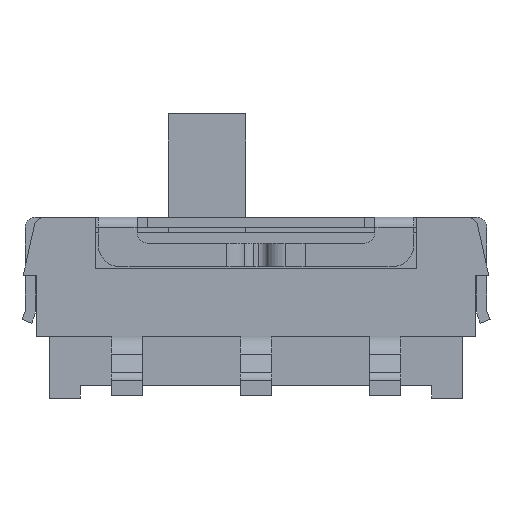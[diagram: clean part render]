
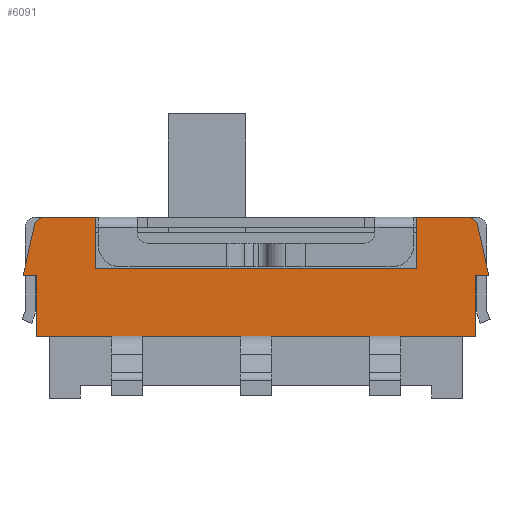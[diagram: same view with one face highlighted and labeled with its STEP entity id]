
A CAD part, front view. The second image highlights one B-rep face of the part: STEP entity #6091.
In plain terms, the highlighted planar face has unit normal (0, -1, 0).
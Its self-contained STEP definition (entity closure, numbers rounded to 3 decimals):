
#914=ORIENTED_EDGE('',*,*,#2014,.T.);
#915=ORIENTED_EDGE('',*,*,#2011,.T.);
#916=ORIENTED_EDGE('',*,*,#2004,.T.);
#917=ORIENTED_EDGE('',*,*,#2060,.T.);
#918=ORIENTED_EDGE('',*,*,#2063,.F.);
#919=ORIENTED_EDGE('',*,*,#2064,.T.);
#920=ORIENTED_EDGE('',*,*,#2065,.T.);
#921=ORIENTED_EDGE('',*,*,#2015,.T.);
#922=ORIENTED_EDGE('',*,*,#2001,.F.);
#923=ORIENTED_EDGE('',*,*,#1997,.F.);
#924=ORIENTED_EDGE('',*,*,#2025,.T.);
#925=ORIENTED_EDGE('',*,*,#1995,.F.);
#926=ORIENTED_EDGE('',*,*,#1993,.F.);
#927=ORIENTED_EDGE('',*,*,#1992,.F.);
#928=ORIENTED_EDGE('',*,*,#1991,.F.);
#929=ORIENTED_EDGE('',*,*,#1990,.F.);
#930=ORIENTED_EDGE('',*,*,#1989,.F.);
#931=ORIENTED_EDGE('',*,*,#1988,.F.);
#932=ORIENTED_EDGE('',*,*,#2050,.F.);
#933=ORIENTED_EDGE('',*,*,#1982,.T.);
#1982=EDGE_CURVE('',#2632,#2633,#3173,.T.);
#1988=EDGE_CURVE('',#2637,#2587,#3179,.T.);
#1989=EDGE_CURVE('',#2587,#2590,#3180,.F.);
#1990=EDGE_CURVE('',#2590,#2593,#3181,.T.);
#1991=EDGE_CURVE('',#2593,#2596,#3182,.F.);
#1992=EDGE_CURVE('',#2596,#2599,#3183,.T.);
#1993=EDGE_CURVE('',#2599,#2602,#3184,.F.);
#1995=EDGE_CURVE('',#2602,#2639,#3186,.T.);
#1997=EDGE_CURVE('',#2640,#2641,#3188,.T.);
#2001=EDGE_CURVE('',#2641,#2644,#3192,.T.);
#2004=EDGE_CURVE('',#2646,#2647,#3195,.T.);
#2011=EDGE_CURVE('',#2653,#2646,#3202,.T.);
#2014=EDGE_CURVE('',#2633,#2653,#3205,.T.);
#2015=EDGE_CURVE('',#2654,#2644,#3206,.F.);
#2025=EDGE_CURVE('',#2640,#2639,#3216,.T.);
#2050=EDGE_CURVE('',#2632,#2637,#3241,.T.);
#2060=EDGE_CURVE('',#2647,#2677,#3251,.T.);
#2063=EDGE_CURVE('',#2678,#2677,#3254,.T.);
#2064=EDGE_CURVE('',#2678,#2679,#3255,.T.);
#2065=EDGE_CURVE('',#2679,#2654,#3256,.T.);
#2587=VERTEX_POINT('',#8456);
#2590=VERTEX_POINT('',#8466);
#2593=VERTEX_POINT('',#8474);
#2596=VERTEX_POINT('',#8484);
#2599=VERTEX_POINT('',#8492);
#2602=VERTEX_POINT('',#8502);
#2632=VERTEX_POINT('',#8602);
#2633=VERTEX_POINT('',#8603);
#2637=VERTEX_POINT('',#8613);
#2639=VERTEX_POINT('',#8629);
#2640=VERTEX_POINT('',#8633);
#2641=VERTEX_POINT('',#8634);
#2644=VERTEX_POINT('',#8642);
#2646=VERTEX_POINT('',#8648);
#2647=VERTEX_POINT('',#8649);
#2653=VERTEX_POINT('',#8663);
#2654=VERTEX_POINT('',#8670);
#2677=VERTEX_POINT('',#8754);
#2678=VERTEX_POINT('',#8759);
#2679=VERTEX_POINT('',#8763);
#3173=LINE('',#8601,#3824);
#3179=LINE('',#8614,#3830);
#3180=LINE('',#8616,#3831);
#3181=LINE('',#8618,#3832);
#3182=LINE('',#8620,#3833);
#3183=LINE('',#8622,#3834);
#3184=LINE('',#8624,#3835);
#3186=LINE('',#8628,#3837);
#3188=LINE('',#8632,#3839);
#3192=LINE('',#8641,#3843);
#3195=LINE('',#8647,#3846);
#3202=LINE('',#8662,#3853);
#3205=LINE('',#8667,#3856);
#3206=LINE('',#8669,#3857);
#3216=LINE('',#8689,#3867);
#3241=LINE('',#8735,#3892);
#3251=LINE('',#8755,#3902);
#3254=LINE('',#8760,#3905);
#3255=LINE('',#8762,#3906);
#3256=LINE('',#8764,#3907);
#3824=VECTOR('',#7162,1000.);
#3830=VECTOR('',#7170,1000.);
#3831=VECTOR('',#7173,1000.);
#3832=VECTOR('',#7176,1000.);
#3833=VECTOR('',#7179,1000.);
#3834=VECTOR('',#7182,1000.);
#3835=VECTOR('',#7185,1000.);
#3837=VECTOR('',#7189,1000.);
#3839=VECTOR('',#7193,1000.);
#3843=VECTOR('',#7199,1000.);
#3846=VECTOR('',#7204,1000.);
#3853=VECTOR('',#7213,1000.);
#3856=VECTOR('',#7218,1000.);
#3857=VECTOR('',#7221,1000.);
#3867=VECTOR('',#7237,1000.);
#3892=VECTOR('',#7282,1000.);
#3902=VECTOR('',#7300,1000.);
#3905=VECTOR('',#7305,1000.);
#3906=VECTOR('',#7308,1000.);
#3907=VECTOR('',#7309,1000.);
#4348=EDGE_LOOP('',(#914,#915,#916,#917,#918,#919,#920,#921,#922,#923,#924,
#925,#926,#927,#928,#929,#930,#931,#932,#933));
#4617=FACE_BOUND('',#4348,.T.);
#4862=PLANE('',#6418);
#6091=ADVANCED_FACE('',(#4617),#4862,.T.);
#6418=AXIS2_PLACEMENT_3D('',#8761,#7306,#7307);
#7162=DIRECTION('',(1.,0.,0.));
#7170=DIRECTION('',(-1.,0.,0.));
#7173=DIRECTION('',(1.,0.,0.));
#7176=DIRECTION('',(-1.,0.,0.));
#7179=DIRECTION('',(1.,0.,0.));
#7182=DIRECTION('',(-1.,0.,0.));
#7185=DIRECTION('',(1.,0.,0.));
#7189=DIRECTION('',(-1.,0.,0.));
#7193=DIRECTION('',(-1.,0.,0.));
#7199=DIRECTION('',(0.218,0.,0.976));
#7204=DIRECTION('',(-1.,0.,0.));
#7213=DIRECTION('',(-0.78,0.,0.625));
#7218=DIRECTION('',(-0.218,0.,0.976));
#7221=DIRECTION('',(0.78,0.,0.625));
#7237=DIRECTION('',(0.,0.,-1.));
#7282=DIRECTION('',(0.,0.,-1.));
#7300=DIRECTION('',(0.,0.,-1.));
#7305=DIRECTION('',(1.,0.,0.));
#7306=DIRECTION('',(0.,-1.,0.));
#7307=DIRECTION('',(1.,0.,0.));
#7308=DIRECTION('',(0.,0.,1.));
#7309=DIRECTION('',(-1.,0.,0.));
#8456=CARTESIAN_POINT('',(2.8,-1.75,1.2));
#8466=CARTESIAN_POINT('',(2.2,-1.75,1.2));
#8474=CARTESIAN_POINT('',(0.3,-1.75,1.2));
#8484=CARTESIAN_POINT('',(-0.3,-1.75,1.2));
#8492=CARTESIAN_POINT('',(-2.2,-1.75,1.2));
#8502=CARTESIAN_POINT('',(-2.8,-1.75,1.2));
#8601=CARTESIAN_POINT('',(4.25,-1.75,2.38));
#8602=CARTESIAN_POINT('',(4.25,-1.75,2.38));
#8603=CARTESIAN_POINT('',(4.5,-1.75,2.38));
#8613=CARTESIAN_POINT('',(4.25,-1.75,1.2));
#8614=CARTESIAN_POINT('',(4.25,-1.75,1.2));
#8616=CARTESIAN_POINT('',(2.2,-1.75,1.2));
#8618=CARTESIAN_POINT('',(4.25,-1.75,1.2));
#8620=CARTESIAN_POINT('',(-0.3,-1.75,1.2));
#8622=CARTESIAN_POINT('',(4.25,-1.75,1.2));
#8624=CARTESIAN_POINT('',(-2.8,-1.75,1.2));
#8628=CARTESIAN_POINT('',(4.25,-1.75,1.2));
#8629=CARTESIAN_POINT('',(-4.25,-1.75,1.2));
#8632=CARTESIAN_POINT('',(-4.25,-1.75,2.38));
#8633=CARTESIAN_POINT('',(-4.25,-1.75,2.38));
#8634=CARTESIAN_POINT('',(-4.5,-1.75,2.38));
#8641=CARTESIAN_POINT('',(-4.5,-1.75,2.38));
#8642=CARTESIAN_POINT('',(-4.272,-1.75,3.402));
#8647=CARTESIAN_POINT('',(4.25,-1.75,3.5));
#8648=CARTESIAN_POINT('',(4.15,-1.75,3.5));
#8649=CARTESIAN_POINT('',(3.1,-1.75,3.5));
#8662=CARTESIAN_POINT('',(4.211,-1.75,3.451));
#8663=CARTESIAN_POINT('',(4.272,-1.75,3.402));
#8667=CARTESIAN_POINT('',(4.5,-1.75,2.38));
#8669=CARTESIAN_POINT('',(0.965,-1.75,7.599));
#8670=CARTESIAN_POINT('',(-4.15,-1.75,3.5));
#8689=CARTESIAN_POINT('',(-4.25,-1.75,3.5));
#8735=CARTESIAN_POINT('',(4.25,-1.75,3.5));
#8754=CARTESIAN_POINT('',(3.1,-1.75,2.5));
#8755=CARTESIAN_POINT('',(3.1,-1.75,3.5));
#8759=CARTESIAN_POINT('',(-3.1,-1.75,2.5));
#8760=CARTESIAN_POINT('',(4.25,-1.75,2.5));
#8761=CARTESIAN_POINT('',(4.25,-1.75,3.5));
#8762=CARTESIAN_POINT('',(-3.1,-1.75,3.5));
#8763=CARTESIAN_POINT('',(-3.1,-1.75,3.5));
#8764=CARTESIAN_POINT('',(4.25,-1.75,3.5));
